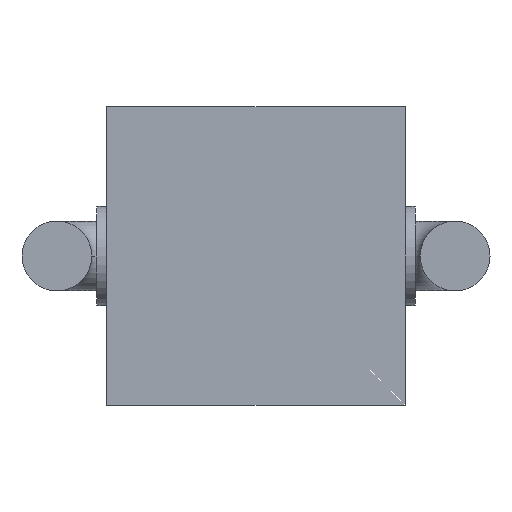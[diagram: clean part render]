
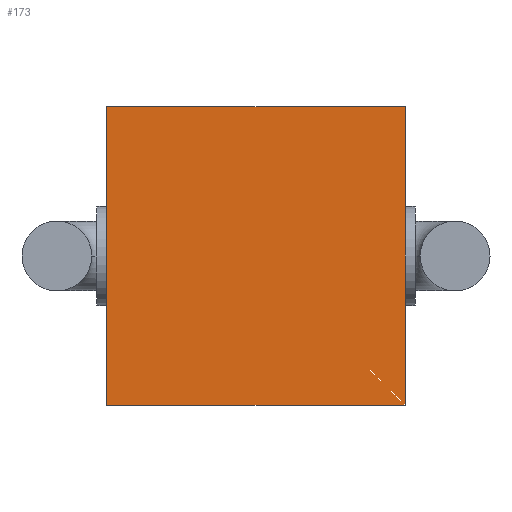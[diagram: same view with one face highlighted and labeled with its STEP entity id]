
A CAD part, front view. The second image highlights one B-rep face of the part: STEP entity #173.
In plain terms, the highlighted planar face has unit normal (0, -1, 0).
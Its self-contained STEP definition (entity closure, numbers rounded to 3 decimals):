
#2 = EDGE_LOOP ( 'NONE', ( #432, #567, #104, #102 ) ) ;
#16 = VERTEX_POINT ( 'NONE', #759 ) ;
#99 = EDGE_CURVE ( 'NONE', #16, #644, #786, .T. ) ;
#102 = ORIENTED_EDGE ( 'NONE', *, *, #268, .F. ) ;
#104 = ORIENTED_EDGE ( 'NONE', *, *, #263, .F. ) ;
#145 = AXIS2_PLACEMENT_3D ( 'NONE', #474, #470, #467 ) ;
#173 = ADVANCED_FACE ( 'NONE', ( #697 ), #738, .F. ) ;
#203 = VERTEX_POINT ( 'NONE', #348 ) ;
#263 = EDGE_CURVE ( 'NONE', #386, #16, #621, .T. ) ;
#268 = EDGE_CURVE ( 'NONE', #203, #386, #601, .T. ) ;
#348 = CARTESIAN_POINT ( 'NONE',  ( 1.5, 0., -1.5 ) ) ;
#386 = VERTEX_POINT ( 'NONE', #477 ) ;
#432 = ORIENTED_EDGE ( 'NONE', *, *, #852, .F. ) ;
#444 = CARTESIAN_POINT ( 'NONE',  ( -1.5, 0., 1.5 ) ) ;
#467 = DIRECTION ( 'NONE',  ( 0., 0., 1. ) ) ;
#470 = DIRECTION ( 'NONE',  ( 0., 1., 0. ) ) ;
#474 = CARTESIAN_POINT ( 'NONE',  ( 0., 0., 0. ) ) ;
#477 = CARTESIAN_POINT ( 'NONE',  ( -1.5, 0., -1.5 ) ) ;
#517 = DIRECTION ( 'NONE',  ( 1., 0., 0. ) ) ;
#551 = LINE ( 'NONE', #813, #590 ) ;
#567 = ORIENTED_EDGE ( 'NONE', *, *, #99, .F. ) ;
#574 = VECTOR ( 'NONE', #630, 1000. ) ;
#590 = VECTOR ( 'NONE', #598, 1000. ) ;
#598 = DIRECTION ( 'NONE',  ( 0., 0., -1. ) ) ;
#601 = LINE ( 'NONE', #640, #574 ) ;
#621 = LINE ( 'NONE', #673, #652 ) ;
#630 = DIRECTION ( 'NONE',  ( -1., 0., 0. ) ) ;
#640 = CARTESIAN_POINT ( 'NONE',  ( -1.5, 0., -1.5 ) ) ;
#644 = VERTEX_POINT ( 'NONE', #908 ) ;
#652 = VECTOR ( 'NONE', #899, 1000. ) ;
#673 = CARTESIAN_POINT ( 'NONE',  ( -1.5, 0., -1.5 ) ) ;
#679 = VECTOR ( 'NONE', #517, 1000. ) ;
#697 = FACE_OUTER_BOUND ( 'NONE', #2, .T. ) ;
#738 = PLANE ( 'NONE',  #145 ) ;
#759 = CARTESIAN_POINT ( 'NONE',  ( -1.5, 0., 1.5 ) ) ;
#786 = LINE ( 'NONE', #444, #679 ) ;
#813 = CARTESIAN_POINT ( 'NONE',  ( 1.5, 0., -1.5 ) ) ;
#852 = EDGE_CURVE ( 'NONE', #644, #203, #551, .T. ) ;
#899 = DIRECTION ( 'NONE',  ( 0., 0., 1. ) ) ;
#908 = CARTESIAN_POINT ( 'NONE',  ( 1.5, 0., 1.5 ) ) ;
